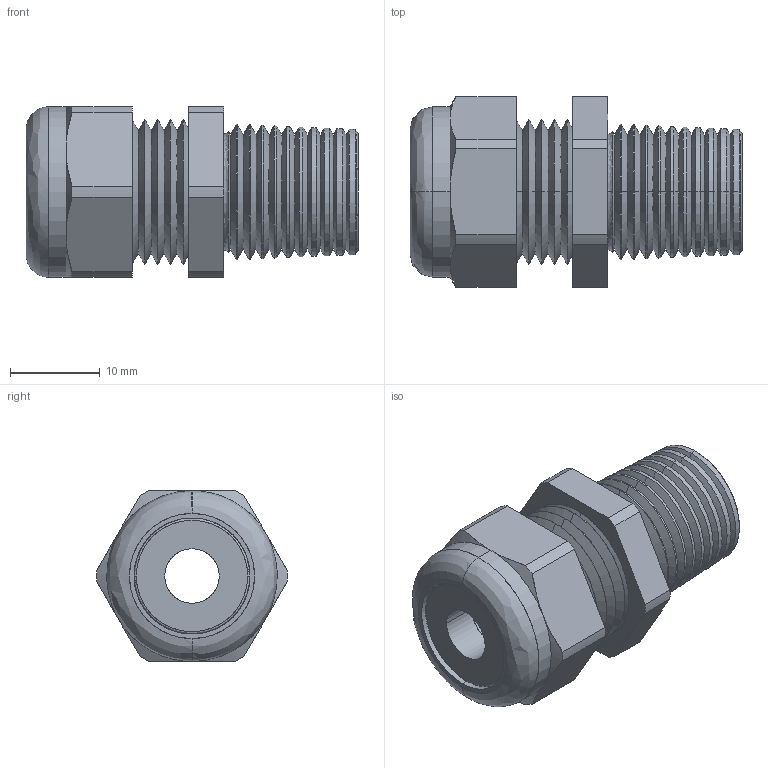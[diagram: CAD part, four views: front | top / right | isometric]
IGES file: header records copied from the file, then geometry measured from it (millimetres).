
Start section: SolidWorks IGES file using analytic representation for surfaces
Global section: file name: CD09NR-BK.IGS; native system: SolidWorks 2009; preprocessor: SolidWorks 2009; author: Owner; date: 101101.112655; units: inch
Bounding box: 37.08 x 21.33 x 19.05 mm (x, y, z)
Surface area: 4851.5 mm2 (no closed solid volume)
Topology: 0 solids, 0 shells, 152 faces, 1098 edges, 1098 vertices
Faces by surface type: revolution 124, bspline 28
